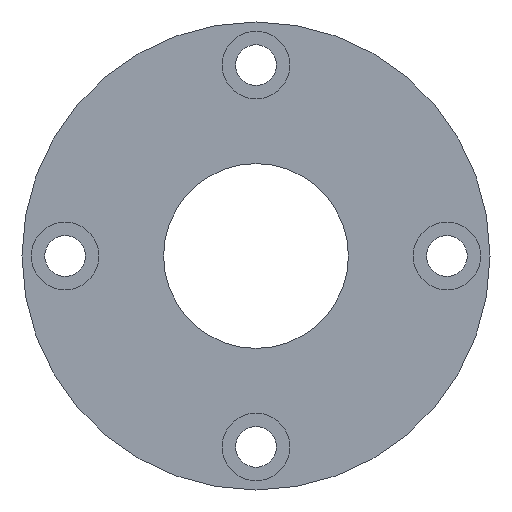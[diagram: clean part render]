
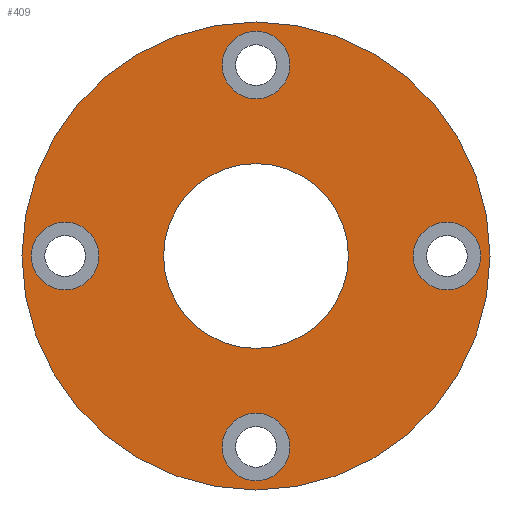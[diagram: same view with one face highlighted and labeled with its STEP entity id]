
A CAD part, left-side view. The second image highlights one B-rep face of the part: STEP entity #409.
In plain terms, the highlighted planar face has unit normal (-1, 0, 0).
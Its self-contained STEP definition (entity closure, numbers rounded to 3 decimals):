
#15 = AXIS2_PLACEMENT_3D ( 'NONE', #1032, #1028, #1057 ) ;
#20 = AXIS2_PLACEMENT_3D ( 'NONE', #1037, #1042, #1138 ) ;
#24 = AXIS2_PLACEMENT_3D ( 'NONE', #1064, #937, #938 ) ;
#28 = AXIS2_PLACEMENT_3D ( 'NONE', #866, #901, #911 ) ;
#34 = AXIS2_PLACEMENT_3D ( 'NONE', #1060, #1113, #1135 ) ;
#41 = EDGE_CURVE ( 'NONE', #1058, #1100, #192, .T. ) ;
#51 = EDGE_CURVE ( 'NONE', #935, #1121, #204, .T. ) ;
#54 = EDGE_CURVE ( 'NONE', #1153, #1155, #209, .T. ) ;
#66 = EDGE_CURVE ( 'NONE', #1009, #1099, #228, .T. ) ;
#74 = EDGE_CURVE ( 'NONE', #995, #1145, #241, .T. ) ;
#161 = EDGE_LOOP ( 'NONE', ( #739, #770 ) ) ;
#169 = EDGE_LOOP ( 'NONE', ( #755, #785 ) ) ;
#192 = CIRCLE ( 'NONE', #34, 5.5 ) ;
#204 = CIRCLE ( 'NONE', #28, 5.5 ) ;
#209 = CIRCLE ( 'NONE', #24, 5.5 ) ;
#228 = CIRCLE ( 'NONE', #20, 5.5 ) ;
#241 = CIRCLE ( 'NONE', #15, 38. ) ;
#251 = FACE_BOUND ( 'NONE', #801, .T. ) ;
#252 = FACE_BOUND ( 'NONE', #169, .T. ) ;
#253 = FACE_BOUND ( 'NONE', #805, .T. ) ;
#255 = FACE_BOUND ( 'NONE', #797, .T. ) ;
#256 = FACE_BOUND ( 'NONE', #161, .T. ) ;
#257 = FACE_OUTER_BOUND ( 'NONE', #820, .T. ) ;
#347 = CIRCLE ( 'NONE', #627, 38. ) ;
#348 = CIRCLE ( 'NONE', #626, 15. ) ;
#349 = CIRCLE ( 'NONE', #625, 5.5 ) ;
#350 = CIRCLE ( 'NONE', #624, 5.5 ) ;
#351 = CIRCLE ( 'NONE', #623, 5.5 ) ;
#352 = CIRCLE ( 'NONE', #622, 5.5 ) ;
#369 = CIRCLE ( 'NONE', #597, 15. ) ;
#409 = ADVANCED_FACE ( 'NONE', ( #251, #256, #255, #253, #252, #257 ), #852, .F. ) ;
#450 = CARTESIAN_POINT ( 'NONE',  ( 0., -31., -5.5 ) ) ;
#455 = DIRECTION ( 'NONE',  ( 0., 0., 1. ) ) ;
#456 = DIRECTION ( 'NONE',  ( -1., 0., 0. ) ) ;
#463 = CARTESIAN_POINT ( 'NONE',  ( 0., 0., 0. ) ) ;
#525 = DIRECTION ( 'NONE',  ( 0., 0., 1. ) ) ;
#526 = DIRECTION ( 'NONE',  ( -1., 0., 0. ) ) ;
#534 = CARTESIAN_POINT ( 'NONE',  ( 0., 0., -25.5 ) ) ;
#536 = CARTESIAN_POINT ( 'NONE',  ( 0., 0., -36.5 ) ) ;
#542 = CARTESIAN_POINT ( 'NONE',  ( 0., 0., -38. ) ) ;
#543 = DIRECTION ( 'NONE',  ( 0., 0., 1. ) ) ;
#548 = CARTESIAN_POINT ( 'NONE',  ( 0., -31., 5.5 ) ) ;
#554 = DIRECTION ( 'NONE',  ( -1., 0., 0. ) ) ;
#555 = CARTESIAN_POINT ( 'NONE',  ( 0., 0., 15. ) ) ;
#557 = CARTESIAN_POINT ( 'NONE',  ( 0., 0., -15. ) ) ;
#558 = CARTESIAN_POINT ( 'NONE',  ( 0., 0., 36.5 ) ) ;
#559 = CARTESIAN_POINT ( 'NONE',  ( 0., 31., 5.5 ) ) ;
#565 = CARTESIAN_POINT ( 'NONE',  ( 0., 0., 25.5 ) ) ;
#577 = CARTESIAN_POINT ( 'NONE',  ( 0., 31., -5.5 ) ) ;
#578 = CARTESIAN_POINT ( 'NONE',  ( 0., 0., 38. ) ) ;
#579 = DIRECTION ( 'NONE',  ( 0., 0., 1. ) ) ;
#585 = DIRECTION ( 'NONE',  ( -1., 0., 0. ) ) ;
#597 = AXIS2_PLACEMENT_3D ( 'NONE', #463, #456, #455 ) ;
#622 = AXIS2_PLACEMENT_3D ( 'NONE', #987, #526, #525 ) ;
#623 = AXIS2_PLACEMENT_3D ( 'NONE', #1014, #554, #543 ) ;
#624 = AXIS2_PLACEMENT_3D ( 'NONE', #981, #585, #579 ) ;
#625 = AXIS2_PLACEMENT_3D ( 'NONE', #1123, #996, #949 ) ;
#626 = AXIS2_PLACEMENT_3D ( 'NONE', #1047, #875, #1045 ) ;
#627 = AXIS2_PLACEMENT_3D ( 'NONE', #1049, #907, #986 ) ;
#667 = AXIS2_PLACEMENT_3D ( 'NONE', #867, #829, #830 ) ;
#709 = EDGE_CURVE ( 'NONE', #1145, #995, #347, .T. ) ;
#710 = EDGE_CURVE ( 'NONE', #1105, #1103, #348, .T. ) ;
#711 = EDGE_CURVE ( 'NONE', #1099, #1009, #349, .T. ) ;
#712 = EDGE_CURVE ( 'NONE', #1155, #1153, #350, .T. ) ;
#713 = EDGE_CURVE ( 'NONE', #1100, #1058, #351, .T. ) ;
#714 = EDGE_CURVE ( 'NONE', #1121, #935, #352, .T. ) ;
#731 = EDGE_CURVE ( 'NONE', #1103, #1105, #369, .T. ) ;
#739 = ORIENTED_EDGE ( 'NONE', *, *, #714, .F. ) ;
#747 = ORIENTED_EDGE ( 'NONE', *, *, #74, .T. ) ;
#754 = ORIENTED_EDGE ( 'NONE', *, *, #66, .F. ) ;
#755 = ORIENTED_EDGE ( 'NONE', *, *, #710, .F. ) ;
#763 = ORIENTED_EDGE ( 'NONE', *, *, #41, .F. ) ;
#770 = ORIENTED_EDGE ( 'NONE', *, *, #51, .F. ) ;
#782 = ORIENTED_EDGE ( 'NONE', *, *, #712, .F. ) ;
#785 = ORIENTED_EDGE ( 'NONE', *, *, #731, .F. ) ;
#787 = ORIENTED_EDGE ( 'NONE', *, *, #711, .F. ) ;
#789 = ORIENTED_EDGE ( 'NONE', *, *, #54, .F. ) ;
#792 = ORIENTED_EDGE ( 'NONE', *, *, #713, .F. ) ;
#793 = ORIENTED_EDGE ( 'NONE', *, *, #709, .T. ) ;
#797 = EDGE_LOOP ( 'NONE', ( #782, #789 ) ) ;
#801 = EDGE_LOOP ( 'NONE', ( #792, #763 ) ) ;
#805 = EDGE_LOOP ( 'NONE', ( #787, #754 ) ) ;
#820 = EDGE_LOOP ( 'NONE', ( #747, #793 ) ) ;
#829 = DIRECTION ( 'NONE',  ( 1., 0., 0. ) ) ;
#830 = DIRECTION ( 'NONE',  ( 0., 0., -1. ) ) ;
#852 = PLANE ( 'NONE',  #667 ) ;
#866 = CARTESIAN_POINT ( 'NONE',  ( 0., -31., 0. ) ) ;
#867 = CARTESIAN_POINT ( 'NONE',  ( 0., 15., 0. ) ) ;
#875 = DIRECTION ( 'NONE',  ( -1., 0., 0. ) ) ;
#901 = DIRECTION ( 'NONE',  ( -1., 0., 0. ) ) ;
#907 = DIRECTION ( 'NONE',  ( -1., 0., 0. ) ) ;
#911 = DIRECTION ( 'NONE',  ( 0., 0., 1. ) ) ;
#935 = VERTEX_POINT ( 'NONE', #450 ) ;
#937 = DIRECTION ( 'NONE',  ( -1., 0., 0. ) ) ;
#938 = DIRECTION ( 'NONE',  ( 0., 0., 1. ) ) ;
#949 = DIRECTION ( 'NONE',  ( 0., 0., 1. ) ) ;
#981 = CARTESIAN_POINT ( 'NONE',  ( 0., 0., -31. ) ) ;
#986 = DIRECTION ( 'NONE',  ( 0., 0., 1. ) ) ;
#987 = CARTESIAN_POINT ( 'NONE',  ( 0., -31., 0. ) ) ;
#995 = VERTEX_POINT ( 'NONE', #578 ) ;
#996 = DIRECTION ( 'NONE',  ( -1., 0., 0. ) ) ;
#1009 = VERTEX_POINT ( 'NONE', #577 ) ;
#1014 = CARTESIAN_POINT ( 'NONE',  ( 0., 0., 31. ) ) ;
#1028 = DIRECTION ( 'NONE',  ( -1., 0., 0. ) ) ;
#1032 = CARTESIAN_POINT ( 'NONE',  ( 0., 0., 0. ) ) ;
#1037 = CARTESIAN_POINT ( 'NONE',  ( 0., 31., 0. ) ) ;
#1042 = DIRECTION ( 'NONE',  ( -1., 0., 0. ) ) ;
#1045 = DIRECTION ( 'NONE',  ( 0., 0., 1. ) ) ;
#1047 = CARTESIAN_POINT ( 'NONE',  ( 0., 0., 0. ) ) ;
#1049 = CARTESIAN_POINT ( 'NONE',  ( 0., 0., 0. ) ) ;
#1057 = DIRECTION ( 'NONE',  ( 0., 0., 1. ) ) ;
#1058 = VERTEX_POINT ( 'NONE', #565 ) ;
#1060 = CARTESIAN_POINT ( 'NONE',  ( 0., 0., 31. ) ) ;
#1064 = CARTESIAN_POINT ( 'NONE',  ( 0., 0., -31. ) ) ;
#1099 = VERTEX_POINT ( 'NONE', #559 ) ;
#1100 = VERTEX_POINT ( 'NONE', #558 ) ;
#1103 = VERTEX_POINT ( 'NONE', #557 ) ;
#1105 = VERTEX_POINT ( 'NONE', #555 ) ;
#1113 = DIRECTION ( 'NONE',  ( -1., 0., 0. ) ) ;
#1121 = VERTEX_POINT ( 'NONE', #548 ) ;
#1123 = CARTESIAN_POINT ( 'NONE',  ( 0., 31., 0. ) ) ;
#1135 = DIRECTION ( 'NONE',  ( 0., 0., 1. ) ) ;
#1138 = DIRECTION ( 'NONE',  ( 0., 0., 1. ) ) ;
#1145 = VERTEX_POINT ( 'NONE', #542 ) ;
#1153 = VERTEX_POINT ( 'NONE', #536 ) ;
#1155 = VERTEX_POINT ( 'NONE', #534 ) ;
